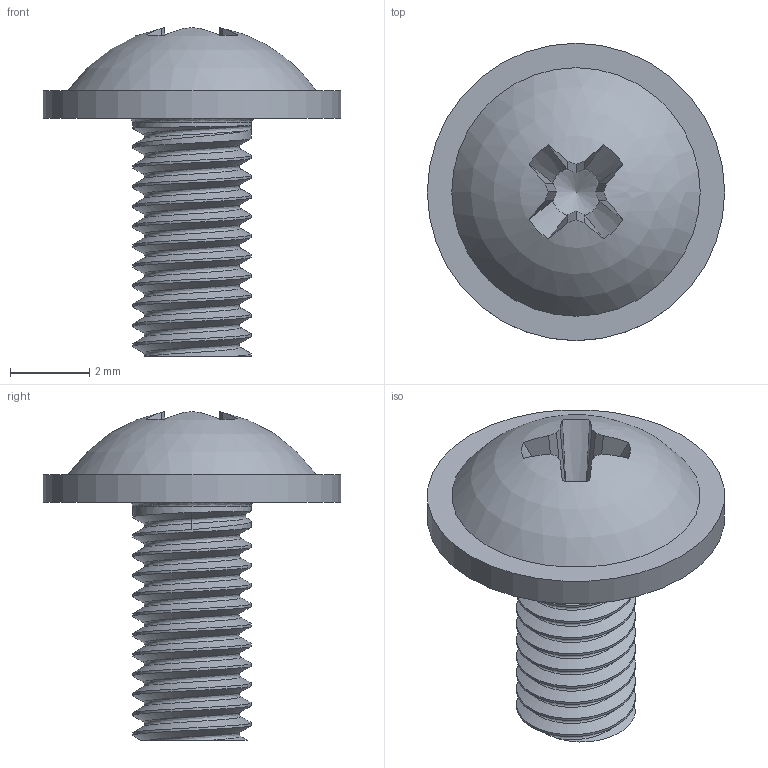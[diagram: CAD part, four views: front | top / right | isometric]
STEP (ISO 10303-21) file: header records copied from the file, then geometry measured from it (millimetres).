
FILE_DESCRIPTION(('FreeCAD Model'),'2;1');
FILE_NAME('Open CASCADE Shape Model','2022-08-29T14:42:54',('BT'),(''), 'Open CASCADE STEP processor 7.5','FreeCAD','Unknown');
FILE_SCHEMA(('AUTOMOTIVE_DESIGN { 1 0 10303 214 1 1 1 1 }'));
Length unit declared in the file: millimetre
Products named in the file (1): M3x6-Screw
Bounding box: 7.5 x 7.5 x 8.29 mm (x, y, z)
Volume: 89.3 mm3; surface area: 204.3 mm2
Topology: 1 solids, 1 shells, 78 faces, 175 edges, 100 vertices
Faces by surface type: bspline 50, plane 19, cone 5, cylinder 2, revolution 1, sphere 1
Full cylindrical faces by diameter (mm): 3 x1, 7.5 x1
Entity records: 4523 total; most frequent: CARTESIAN_POINT 3136, ORIENTED_EDGE 348, DIRECTION 185, EDGE_CURVE 174, VERTEX_POINT 100, AXIS2_PLACEMENT_3D 84, FACE_BOUND 80, EDGE_LOOP 80
